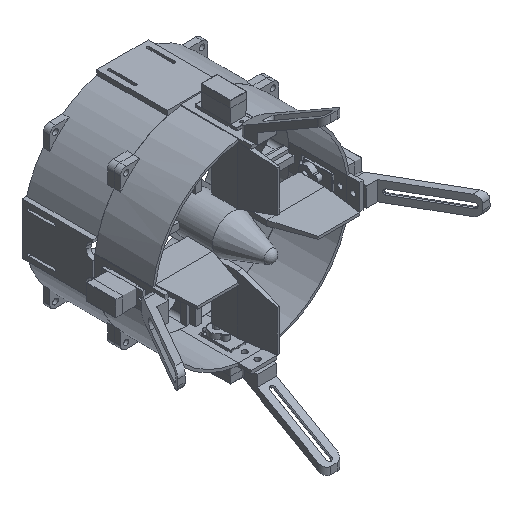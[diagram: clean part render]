
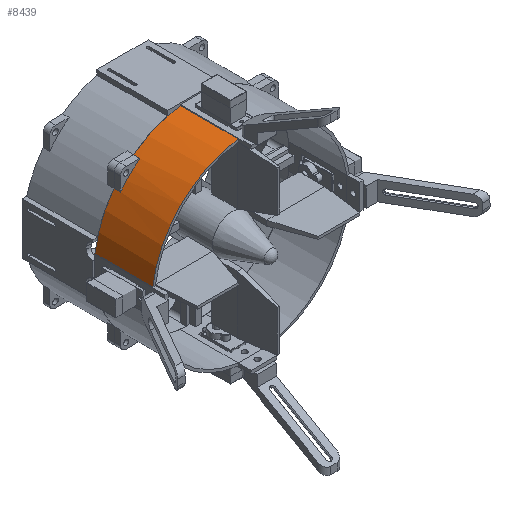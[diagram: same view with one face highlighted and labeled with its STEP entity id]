
A CAD part, isometric view. The second image highlights one B-rep face of the part: STEP entity #8439.
In plain terms, the highlighted cylindrical face has radius 77 mm (diameter 154 mm), a partial arc.
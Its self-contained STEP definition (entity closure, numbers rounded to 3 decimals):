
#599=LINE('',#14284,#1398);
#600=LINE('',#14289,#1399);
#601=LINE('',#14292,#1400);
#602=LINE('',#14293,#1401);
#1398=VECTOR('',#10447,10.);
#1399=VECTOR('',#10452,10.);
#1400=VECTOR('',#10455,10.);
#1401=VECTOR('',#10456,10.);
#1984=CYLINDRICAL_SURFACE('',#9085,77.);
#2243=FACE_OUTER_BOUND('',#2738,.T.);
#2738=EDGE_LOOP('',(#6254,#6255,#6256,#6257,#6258,#6259,#6260,#6261));
#3205=CIRCLE('',#8983,77.);
#3223=CIRCLE('',#9035,77.);
#3247=CIRCLE('',#9086,77.);
#3248=CIRCLE('',#9087,77.);
#3685=VERTEX_POINT('',#14028);
#3686=VERTEX_POINT('',#14031);
#3718=VERTEX_POINT('',#14158);
#3719=VERTEX_POINT('',#14159);
#3754=VERTEX_POINT('',#14282);
#3755=VERTEX_POINT('',#14286);
#3756=VERTEX_POINT('',#14288);
#3757=VERTEX_POINT('',#14290);
#4569=EDGE_CURVE('',#3686,#3685,#3205,.T.);
#4629=EDGE_CURVE('',#3718,#3719,#3223,.T.);
#4692=EDGE_CURVE('',#3754,#3685,#599,.T.);
#4693=EDGE_CURVE('',#3755,#3754,#3247,.T.);
#4694=EDGE_CURVE('',#3756,#3686,#600,.T.);
#4695=EDGE_CURVE('',#3756,#3757,#3248,.T.);
#4696=EDGE_CURVE('',#3757,#3719,#601,.T.);
#4697=EDGE_CURVE('',#3755,#3718,#602,.T.);
#6254=ORIENTED_EDGE('',*,*,#4693,.T.);
#6255=ORIENTED_EDGE('',*,*,#4692,.T.);
#6256=ORIENTED_EDGE('',*,*,#4569,.F.);
#6257=ORIENTED_EDGE('',*,*,#4694,.F.);
#6258=ORIENTED_EDGE('',*,*,#4695,.T.);
#6259=ORIENTED_EDGE('',*,*,#4696,.T.);
#6260=ORIENTED_EDGE('',*,*,#4629,.F.);
#6261=ORIENTED_EDGE('',*,*,#4697,.F.);
#8439=ADVANCED_FACE('',(#2243),#1984,.T.);
#8983=AXIS2_PLACEMENT_3D('',#14033,#10162,#10163);
#9035=AXIS2_PLACEMENT_3D('',#14160,#10308,#10309);
#9085=AXIS2_PLACEMENT_3D('',#14285,#10448,#10449);
#9086=AXIS2_PLACEMENT_3D('',#14287,#10450,#10451);
#9087=AXIS2_PLACEMENT_3D('',#14291,#10453,#10454);
#10162=DIRECTION('center_axis',(0.,1.,0.));
#10163=DIRECTION('ref_axis',(-1.,0.,0.));
#10308=DIRECTION('center_axis',(0.,-1.,0.));
#10309=DIRECTION('ref_axis',(-1.,0.,0.));
#10447=DIRECTION('',(0.,1.,0.));
#10448=DIRECTION('center_axis',(0.,1.,0.));
#10449=DIRECTION('ref_axis',(1.,0.,0.));
#10450=DIRECTION('center_axis',(0.,1.,0.));
#10451=DIRECTION('ref_axis',(1.,0.,0.));
#10452=DIRECTION('',(0.,1.,0.));
#10453=DIRECTION('center_axis',(0.,1.,0.));
#10454=DIRECTION('ref_axis',(1.,0.,0.));
#10455=DIRECTION('',(0.,1.,0.));
#10456=DIRECTION('',(0.,1.,0.));
#14028=CARTESIAN_POINT('',(76.348,45.,10.));
#14031=CARTESIAN_POINT('',(10.,45.,76.348));
#14033=CARTESIAN_POINT('Origin',(0.,45.,0.));
#14158=CARTESIAN_POINT('',(61.5,5.,46.333));
#14159=CARTESIAN_POINT('',(46.333,5.,61.5));
#14160=CARTESIAN_POINT('Origin',(0.,5.,0.));
#14282=CARTESIAN_POINT('',(76.348,0.,10.));
#14284=CARTESIAN_POINT('',(76.348,0.,10.));
#14285=CARTESIAN_POINT('Origin',(0.,0.,0.));
#14286=CARTESIAN_POINT('',(61.5,0.,46.333));
#14287=CARTESIAN_POINT('Origin',(0.,0.,0.));
#14288=CARTESIAN_POINT('',(10.,0.,76.348));
#14289=CARTESIAN_POINT('',(10.,0.,76.348));
#14290=CARTESIAN_POINT('',(46.333,0.,61.5));
#14291=CARTESIAN_POINT('Origin',(0.,0.,0.));
#14292=CARTESIAN_POINT('',(46.333,0.,61.5));
#14293=CARTESIAN_POINT('',(61.5,0.,46.333));
